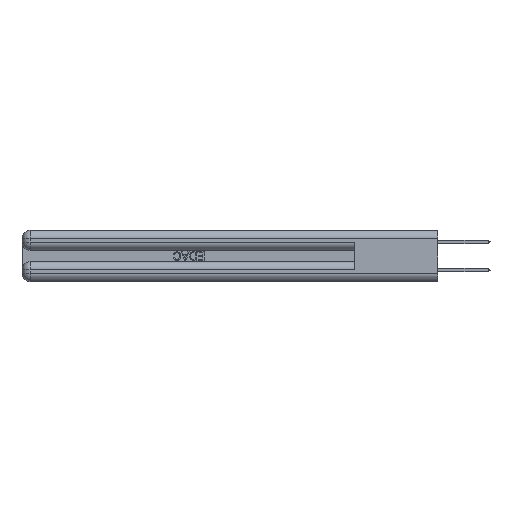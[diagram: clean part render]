
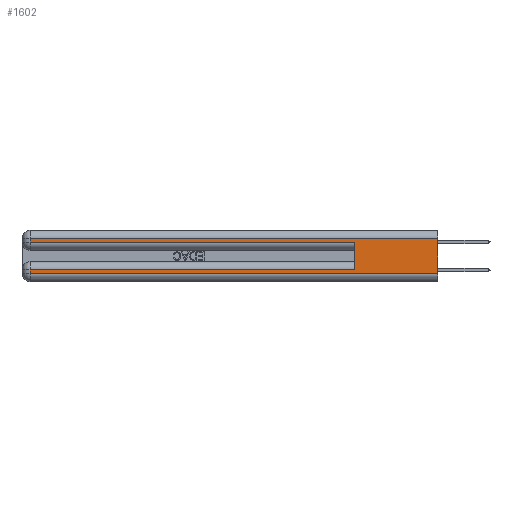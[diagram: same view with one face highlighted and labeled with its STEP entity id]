
A CAD part, left-side view. The second image highlights one B-rep face of the part: STEP entity #1602.
In plain terms, the highlighted planar face has unit normal (-1, 0, 0).
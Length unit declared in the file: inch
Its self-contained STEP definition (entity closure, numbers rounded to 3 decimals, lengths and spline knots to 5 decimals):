
#64 = ORIENTED_EDGE ( 'NONE', *, *, #8523, .T. ) ;
#1602 = ADVANCED_FACE ( 'NONE', ( #42698 ), #4528, .F. ) ;
#4528 = PLANE ( 'NONE',  #7542 ) ;
#4629 = DIRECTION ( 'NONE',  ( 0., 0., 1. ) ) ;
#4679 = LINE ( 'NONE', #17547, #39159 ) ;
#5377 = DIRECTION ( 'NONE',  ( 0., -1., 0. ) ) ;
#5980 = DIRECTION ( 'NONE',  ( 0., 1., 0. ) ) ;
#6402 = CARTESIAN_POINT ( 'NONE',  ( 0., 2.94, 0.06 ) ) ;
#7542 = AXIS2_PLACEMENT_3D ( 'NONE', #14715, #28789, #14880 ) ;
#7603 = DIRECTION ( 'NONE',  ( 0., 1., 0. ) ) ;
#8008 = CARTESIAN_POINT ( 'NONE',  ( 0., 2.94, 0.37 ) ) ;
#8523 = EDGE_CURVE ( 'NONE', #34597, #40362, #34787, .T. ) ;
#8580 = CARTESIAN_POINT ( 'NONE',  ( 0., 2.94, 0.31 ) ) ;
#8956 = LINE ( 'NONE', #19411, #43524 ) ;
#9281 = LINE ( 'NONE', #36567, #16387 ) ;
#10605 = LINE ( 'NONE', #36692, #34173 ) ;
#11942 = CARTESIAN_POINT ( 'NONE',  ( 0., 2.94, 0.37 ) ) ;
#12943 = ORIENTED_EDGE ( 'NONE', *, *, #43902, .T. ) ;
#14066 = LINE ( 'NONE', #11942, #23950 ) ;
#14446 = ORIENTED_EDGE ( 'NONE', *, *, #22036, .T. ) ;
#14715 = CARTESIAN_POINT ( 'NONE',  ( 0., 0., 0.37 ) ) ;
#14852 = VERTEX_POINT ( 'NONE', #43951 ) ;
#14880 = DIRECTION ( 'NONE',  ( 0., 0., -1. ) ) ;
#14950 = VERTEX_POINT ( 'NONE', #8580 ) ;
#16387 = VECTOR ( 'NONE', #5377, 39.37008 ) ;
#17318 = VERTEX_POINT ( 'NONE', #40704 ) ;
#17433 = EDGE_LOOP ( 'NONE', ( #24952, #24930, #14446, #37865, #19996, #30104, #64, #12943 ) ) ;
#17547 = CARTESIAN_POINT ( 'NONE',  ( 0., 0., 0.085 ) ) ;
#19411 = CARTESIAN_POINT ( 'NONE',  ( 0., 0., 0.06 ) ) ;
#19630 = CARTESIAN_POINT ( 'NONE',  ( 0., 0., 0.31 ) ) ;
#19916 = VECTOR ( 'NONE', #22034, 39.37008 ) ;
#19996 = ORIENTED_EDGE ( 'NONE', *, *, #36764, .F. ) ;
#21882 = CARTESIAN_POINT ( 'NONE',  ( 0., 2.94, 0.085 ) ) ;
#22034 = DIRECTION ( 'NONE',  ( 0., 0., -1. ) ) ;
#22036 = EDGE_CURVE ( 'NONE', #14950, #26480, #14066, .T. ) ;
#22391 = DIRECTION ( 'NONE',  ( 0., 0., -1. ) ) ;
#22687 = LINE ( 'NONE', #19630, #25293 ) ;
#22986 = DIRECTION ( 'NONE',  ( 0., -1., 0. ) ) ;
#23230 = CARTESIAN_POINT ( 'NONE',  ( 0., 2.94, 0.285 ) ) ;
#23274 = EDGE_CURVE ( 'NONE', #17318, #34597, #4679, .T. ) ;
#23950 = VECTOR ( 'NONE', #29575, 39.37008 ) ;
#24930 = ORIENTED_EDGE ( 'NONE', *, *, #28314, .T. ) ;
#24952 = ORIENTED_EDGE ( 'NONE', *, *, #38208, .F. ) ;
#24966 = LINE ( 'NONE', #25346, #33232 ) ;
#25293 = VECTOR ( 'NONE', #5980, 39.37008 ) ;
#25346 = CARTESIAN_POINT ( 'NONE',  ( 0., 0.6, 0.145 ) ) ;
#26480 = VERTEX_POINT ( 'NONE', #23230 ) ;
#28314 = EDGE_CURVE ( 'NONE', #43083, #14950, #22687, .T. ) ;
#28789 = DIRECTION ( 'NONE',  ( 1., 0., 0. ) ) ;
#29575 = DIRECTION ( 'NONE',  ( 0., 0., -1. ) ) ;
#29914 = CARTESIAN_POINT ( 'NONE',  ( 0., 0., 0.31 ) ) ;
#30104 = ORIENTED_EDGE ( 'NONE', *, *, #23274, .T. ) ;
#32020 = CARTESIAN_POINT ( 'NONE',  ( 0., 0.6, 0.285 ) ) ;
#32551 = VERTEX_POINT ( 'NONE', #32020 ) ;
#33232 = VECTOR ( 'NONE', #4629, 39.37008 ) ;
#34173 = VECTOR ( 'NONE', #22391, 39.37008 ) ;
#34597 = VERTEX_POINT ( 'NONE', #21882 ) ;
#34787 = LINE ( 'NONE', #8008, #19916 ) ;
#35487 = EDGE_CURVE ( 'NONE', #26480, #32551, #9281, .T. ) ;
#36567 = CARTESIAN_POINT ( 'NONE',  ( 0., 0., 0.285 ) ) ;
#36692 = CARTESIAN_POINT ( 'NONE',  ( 0., 0., 0.37 ) ) ;
#36764 = EDGE_CURVE ( 'NONE', #17318, #32551, #24966, .T. ) ;
#37865 = ORIENTED_EDGE ( 'NONE', *, *, #35487, .T. ) ;
#38208 = EDGE_CURVE ( 'NONE', #43083, #14852, #10605, .T. ) ;
#39159 = VECTOR ( 'NONE', #7603, 39.37008 ) ;
#40362 = VERTEX_POINT ( 'NONE', #6402 ) ;
#40704 = CARTESIAN_POINT ( 'NONE',  ( 0., 0.6, 0.085 ) ) ;
#42698 = FACE_OUTER_BOUND ( 'NONE', #17433, .T. ) ;
#43083 = VERTEX_POINT ( 'NONE', #29914 ) ;
#43524 = VECTOR ( 'NONE', #22986, 39.37008 ) ;
#43902 = EDGE_CURVE ( 'NONE', #40362, #14852, #8956, .T. ) ;
#43951 = CARTESIAN_POINT ( 'NONE',  ( 0., 0., 0.06 ) ) ;
